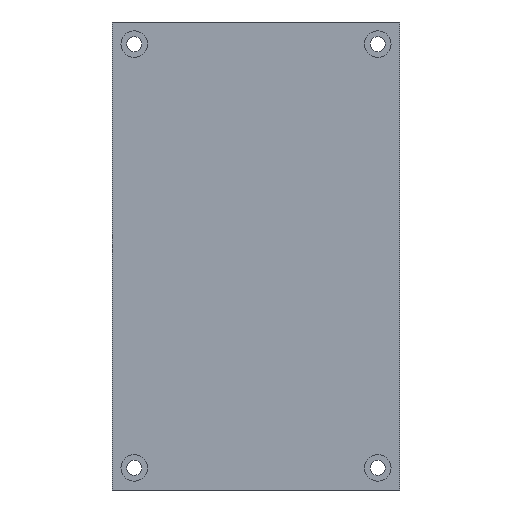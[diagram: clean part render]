
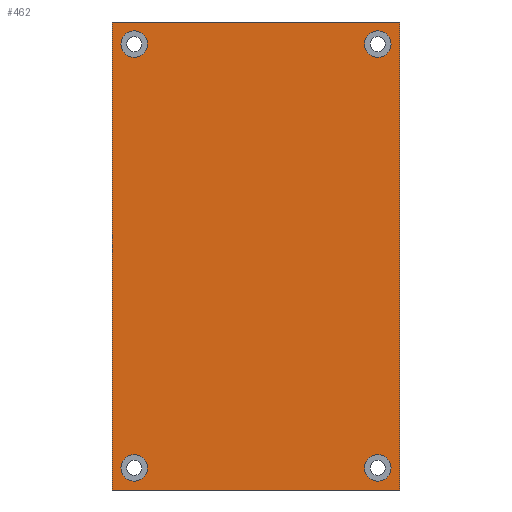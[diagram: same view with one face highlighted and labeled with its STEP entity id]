
A CAD part, front view. The second image highlights one B-rep face of the part: STEP entity #462.
In plain terms, the highlighted planar face has unit normal (0, -1, 0).
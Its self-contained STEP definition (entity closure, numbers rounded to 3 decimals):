
#31=FACE_BOUND('',#103,.T.);
#32=FACE_BOUND('',#104,.T.);
#33=FACE_BOUND('',#105,.T.);
#34=FACE_BOUND('',#106,.T.);
#44=CIRCLE('',#500,3.);
#46=CIRCLE('',#503,3.);
#48=CIRCLE('',#506,3.);
#50=CIRCLE('',#509,3.);
#72=FACE_OUTER_BOUND('',#102,.T.);
#102=EDGE_LOOP('',(#395,#396,#397,#398));
#103=EDGE_LOOP('',(#399));
#104=EDGE_LOOP('',(#400));
#105=EDGE_LOOP('',(#401));
#106=EDGE_LOOP('',(#402));
#140=LINE('',#717,#184);
#154=LINE('',#762,#198);
#156=LINE('',#766,#200);
#158=LINE('',#769,#202);
#184=VECTOR('',#572,10.);
#198=VECTOR('',#622,10.);
#200=VECTOR('',#626,10.);
#202=VECTOR('',#630,10.);
#227=VERTEX_POINT('',#714);
#228=VERTEX_POINT('',#716);
#234=VERTEX_POINT('',#736);
#236=VERTEX_POINT('',#742);
#238=VERTEX_POINT('',#748);
#240=VERTEX_POINT('',#754);
#241=VERTEX_POINT('',#761);
#242=VERTEX_POINT('',#765);
#272=EDGE_CURVE('',#227,#228,#140,.T.);
#283=EDGE_CURVE('',#234,#234,#44,.T.);
#286=EDGE_CURVE('',#236,#236,#46,.T.);
#289=EDGE_CURVE('',#238,#238,#48,.T.);
#292=EDGE_CURVE('',#240,#240,#50,.T.);
#294=EDGE_CURVE('',#241,#227,#154,.T.);
#296=EDGE_CURVE('',#242,#241,#156,.T.);
#298=EDGE_CURVE('',#228,#242,#158,.T.);
#395=ORIENTED_EDGE('',*,*,#298,.F.);
#396=ORIENTED_EDGE('',*,*,#272,.F.);
#397=ORIENTED_EDGE('',*,*,#294,.F.);
#398=ORIENTED_EDGE('',*,*,#296,.F.);
#399=ORIENTED_EDGE('',*,*,#283,.F.);
#400=ORIENTED_EDGE('',*,*,#286,.F.);
#401=ORIENTED_EDGE('',*,*,#289,.F.);
#402=ORIENTED_EDGE('',*,*,#292,.F.);
#440=PLANE('',#515);
#462=ADVANCED_FACE('',(#72,#31,#32,#33,#34),#440,.F.);
#500=AXIS2_PLACEMENT_3D('',#738,#592,#593);
#503=AXIS2_PLACEMENT_3D('',#744,#599,#600);
#506=AXIS2_PLACEMENT_3D('',#750,#606,#607);
#509=AXIS2_PLACEMENT_3D('',#756,#613,#614);
#515=AXIS2_PLACEMENT_3D('',#770,#631,#632);
#572=DIRECTION('',(-1.,0.,0.));
#592=DIRECTION('center_axis',(0.,-1.,0.));
#593=DIRECTION('ref_axis',(1.,0.,0.));
#599=DIRECTION('center_axis',(0.,-1.,0.));
#600=DIRECTION('ref_axis',(1.,0.,0.));
#606=DIRECTION('center_axis',(0.,-1.,0.));
#607=DIRECTION('ref_axis',(1.,0.,0.));
#613=DIRECTION('center_axis',(0.,-1.,0.));
#614=DIRECTION('ref_axis',(1.,0.,0.));
#622=DIRECTION('',(0.,0.,-1.));
#626=DIRECTION('',(1.,0.,0.));
#630=DIRECTION('',(0.,0.,1.));
#631=DIRECTION('center_axis',(0.,1.,0.));
#632=DIRECTION('ref_axis',(1.,0.,0.));
#714=CARTESIAN_POINT('',(32.55,0.,-52.95));
#716=CARTESIAN_POINT('',(-32.55,0.,-52.95));
#717=CARTESIAN_POINT('',(32.55,0.,-52.95));
#736=CARTESIAN_POINT('',(-30.55,0.,47.95));
#738=CARTESIAN_POINT('Origin',(-27.55,0.,47.95));
#742=CARTESIAN_POINT('',(24.55,0.,47.95));
#744=CARTESIAN_POINT('Origin',(27.55,0.,47.95));
#748=CARTESIAN_POINT('',(24.55,0.,-47.95));
#750=CARTESIAN_POINT('Origin',(27.55,0.,-47.95));
#754=CARTESIAN_POINT('',(-30.55,0.,-47.95));
#756=CARTESIAN_POINT('Origin',(-27.55,0.,-47.95));
#761=CARTESIAN_POINT('',(32.55,0.,52.95));
#762=CARTESIAN_POINT('',(32.55,0.,52.95));
#765=CARTESIAN_POINT('',(-32.55,0.,52.95));
#766=CARTESIAN_POINT('',(-32.55,0.,52.95));
#769=CARTESIAN_POINT('',(-32.55,0.,-52.95));
#770=CARTESIAN_POINT('Origin',(0.,0.,0.));
